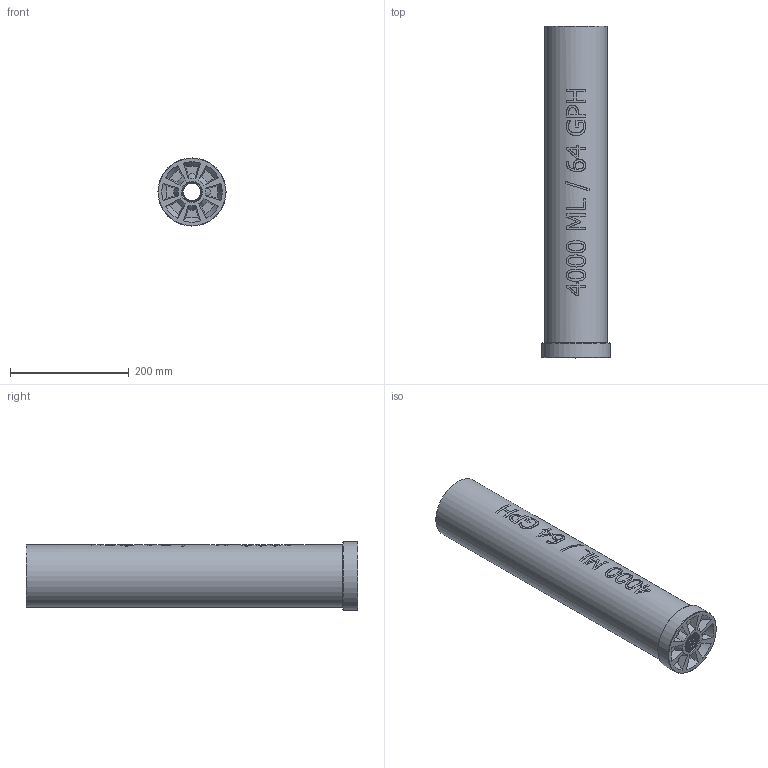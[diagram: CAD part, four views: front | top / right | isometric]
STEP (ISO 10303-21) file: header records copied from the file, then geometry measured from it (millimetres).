
FILE_DESCRIPTION((''),'2;1');
FILE_NAME('PV#1-4000_R0.stp','2016-03-17T11:17:37',('Engineering'),(''),'Autodesk Inventor 2009','Autodesk Inventor 2009','');
FILE_SCHEMA(('AUTOMOTIVE_DESIGN { 1 0 10303 214 1 1 1 1 }'));
Length unit declared in the file: inch
Products named in the file (3): PV#1-4000_R0; PV4000-ENCAP; PV-4000-TUBE_R0
Assembly tree (2 placements, depth 2):
  PV#1-4000_R0
    PV4000-ENCAP
    PV-4000-TUBE_R0
Bounding box: 114.74 x 558.8 x 114.74 mm (x, y, z)
Volume: 446578.1 mm3; surface area: 401498.7 mm2
Topology: 2 solids, 2 shells, 361 faces, 941 edges, 611 vertices
Faces by surface type: bspline 149, plane 130, cone 41, cylinder 41
Full cylindrical faces by diameter (mm): 29.367 x8, 33.401 x1, 101.727 x1, 104.775 x1, 114.743 x1
Entity records: 50168 total; most frequent: CARTESIAN_POINT 42426, ORIENTED_EDGE 1848, DIRECTION 1108, EDGE_CURVE 924, VERTEX_POINT 604, VECTOR 480, LINE 480, EDGE_LOOP 402
